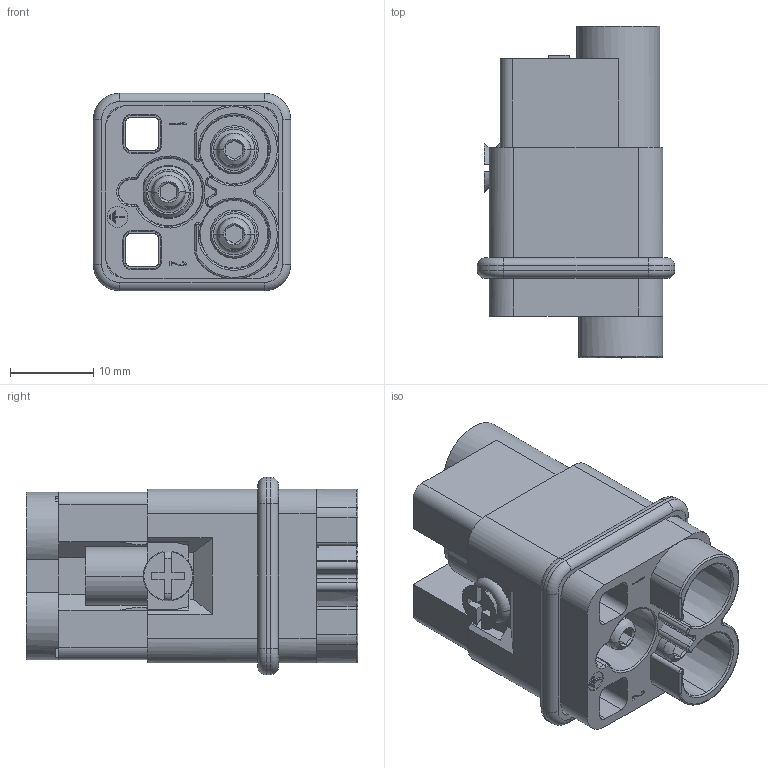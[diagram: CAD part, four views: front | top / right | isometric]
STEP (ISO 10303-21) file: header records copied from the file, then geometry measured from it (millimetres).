
FILE_DESCRIPTION((''),'2;1');
FILE_NAME('HQ002M','2017-09-14T',('tl.yang'),(''),'PRO/ENGINEER BY PARAMETRIC TECHNOLOGY CORPORATION, 2011500','PRO/ENGINEER BY PARAMETRIC TECHNOLOGY CORPORATION, 2011500','');
FILE_SCHEMA(('CONFIG_CONTROL_DESIGN'));
Length unit declared in the file: millimetre
Products named in the file (1): HQ002M
Bounding box: 23.8 x 39.95 x 23.8 mm (x, y, z)
Volume: 8587.2 mm3; surface area: 10450.4 mm2
Topology: 1 solids, 6 shells, 660 faces, 1690 edges, 1076 vertices
Faces by surface type: plane 311, cylinder 197, torus 71, cone 62, bspline 19
Entity records: 21199 total; most frequent: CARTESIAN_POINT 5111, ORIENTED_EDGE 3380, DIRECTION 3328, EDGE_CURVE 1690, AXIS2_PLACEMENT_3D 1193, VERTEX_POINT 1076, VECTOR 942, LINE 942
